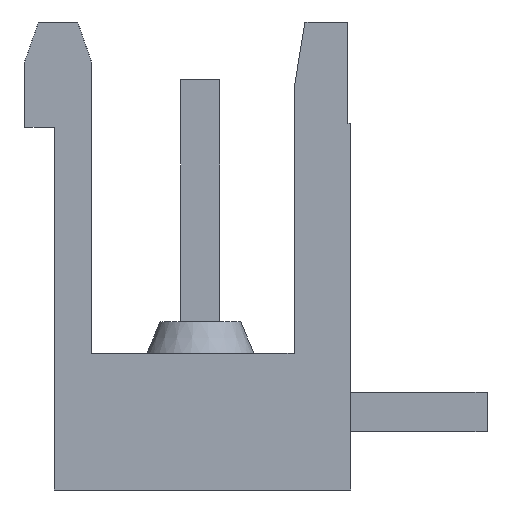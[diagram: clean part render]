
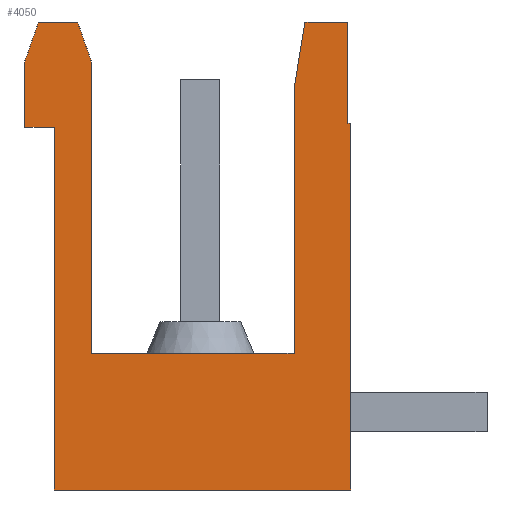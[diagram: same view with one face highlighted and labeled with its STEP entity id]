
A CAD part, left-side view. The second image highlights one B-rep face of the part: STEP entity #4050.
In plain terms, the highlighted planar face has unit normal (-1, 0, 0).
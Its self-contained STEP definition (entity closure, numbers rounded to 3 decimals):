
#1134=DIRECTION('',(0.,0.163,-0.987));
#1135=VECTOR('',#1134,1.723);
#1136=CARTESIAN_POINT('',(-15.,-2.68,0.));
#1137=LINE('',#1136,#1135);
#1138=DIRECTION('',(0.,1.,0.));
#1139=VECTOR('',#1138,1.1);
#1140=CARTESIAN_POINT('',(-15.,-3.78,0.));
#1141=LINE('',#1140,#1139);
#1142=DIRECTION('',(0.,0.,1.));
#1143=VECTOR('',#1142,2.6);
#1144=CARTESIAN_POINT('',(-15.,-3.78,-2.6));
#1145=LINE('',#1144,#1143);
#1146=DIRECTION('',(0.,1.,0.));
#1147=VECTOR('',#1146,0.07);
#1148=CARTESIAN_POINT('',(-15.,-3.85,-2.6));
#1149=LINE('',#1148,#1147);
#1150=DIRECTION('',(0.,0.,1.));
#1151=VECTOR('',#1150,9.4);
#1152=CARTESIAN_POINT('',(-15.,-3.85,-12.));
#1153=LINE('',#1152,#1151);
#1154=DIRECTION('',(0.,-1.,0.));
#1155=VECTOR('',#1154,7.6);
#1156=CARTESIAN_POINT('',(-15.,3.75,-12.));
#1157=LINE('',#1156,#1155);
#1158=DIRECTION('',(0.,0.,-1.));
#1159=VECTOR('',#1158,9.3);
#1160=CARTESIAN_POINT('',(-15.,3.75,-2.7));
#1161=LINE('',#1160,#1159);
#1162=DIRECTION('',(0.,-1.,0.));
#1163=VECTOR('',#1162,0.75);
#1164=CARTESIAN_POINT('',(-15.,4.5,-2.7));
#1165=LINE('',#1164,#1163);
#1166=DIRECTION('',(0.,0.,-1.));
#1167=VECTOR('',#1166,1.7);
#1168=CARTESIAN_POINT('',(-15.,4.5,-1.));
#1169=LINE('',#1168,#1167);
#1170=DIRECTION('',(0.,0.33,-0.944));
#1171=VECTOR('',#1170,1.059);
#1172=CARTESIAN_POINT('',(-15.,4.15,0.));
#1173=LINE('',#1172,#1171);
#1174=DIRECTION('',(0.,1.,0.));
#1175=VECTOR('',#1174,1.);
#1176=CARTESIAN_POINT('',(-15.,3.15,0.));
#1177=LINE('',#1176,#1175);
#1178=DIRECTION('',(0.,0.33,0.944));
#1179=VECTOR('',#1178,1.059);
#1180=CARTESIAN_POINT('',(-15.,2.8,-1.));
#1181=LINE('',#1180,#1179);
#1182=DIRECTION('',(0.,0.,1.));
#1183=VECTOR('',#1182,7.5);
#1184=CARTESIAN_POINT('',(-15.,2.8,-8.5));
#1185=LINE('',#1184,#1183);
#1186=DIRECTION('',(0.,1.,0.));
#1187=VECTOR('',#1186,5.2);
#1188=CARTESIAN_POINT('',(-15.,-2.4,-8.5));
#1189=LINE('',#1188,#1187);
#1190=DIRECTION('',(0.,0.,-1.));
#1191=VECTOR('',#1190,6.8);
#1192=CARTESIAN_POINT('',(-15.,-2.4,-1.7));
#1193=LINE('',#1192,#1191);
#2108=CARTESIAN_POINT('',(-15.,-2.68,0.));
#2109=CARTESIAN_POINT('',(-15.,-2.4,-1.7));
#2110=VERTEX_POINT('',#2108);
#2111=VERTEX_POINT('',#2109);
#2112=CARTESIAN_POINT('',(-15.,-2.4,-8.5));
#2113=VERTEX_POINT('',#2112);
#2114=CARTESIAN_POINT('',(-15.,2.8,-8.5));
#2115=VERTEX_POINT('',#2114);
#2116=CARTESIAN_POINT('',(-15.,2.8,-1.));
#2117=VERTEX_POINT('',#2116);
#2118=CARTESIAN_POINT('',(-15.,3.15,0.));
#2119=VERTEX_POINT('',#2118);
#2120=CARTESIAN_POINT('',(-15.,4.15,0.));
#2121=VERTEX_POINT('',#2120);
#2122=CARTESIAN_POINT('',(-15.,4.5,-1.));
#2123=VERTEX_POINT('',#2122);
#2124=CARTESIAN_POINT('',(-15.,4.5,-2.7));
#2125=VERTEX_POINT('',#2124);
#2126=CARTESIAN_POINT('',(-15.,3.75,-2.7));
#2127=VERTEX_POINT('',#2126);
#2128=CARTESIAN_POINT('',(-15.,3.75,-12.));
#2129=VERTEX_POINT('',#2128);
#2130=CARTESIAN_POINT('',(-15.,-3.85,-12.));
#2131=VERTEX_POINT('',#2130);
#2132=CARTESIAN_POINT('',(-15.,-3.85,-2.6));
#2133=VERTEX_POINT('',#2132);
#2134=CARTESIAN_POINT('',(-15.,-3.78,-2.6));
#2135=VERTEX_POINT('',#2134);
#2136=CARTESIAN_POINT('',(-15.,-3.78,0.));
#2137=VERTEX_POINT('',#2136);
#4024=CARTESIAN_POINT('',(-15.,0.,0.));
#4025=DIRECTION('',(-1.,0.,0.));
#4026=DIRECTION('',(0.,-1.,0.));
#4027=AXIS2_PLACEMENT_3D('',#4024,#4025,#4026);
#4028=PLANE('',#4027);
#4029=ORIENTED_EDGE('',*,*,#2761,.F.);
#4031=ORIENTED_EDGE('',*,*,#4030,.F.);
#4033=ORIENTED_EDGE('',*,*,#4032,.F.);
#4035=ORIENTED_EDGE('',*,*,#4034,.F.);
#4036=ORIENTED_EDGE('',*,*,#3296,.F.);
#4037=ORIENTED_EDGE('',*,*,#3406,.F.);
#4038=ORIENTED_EDGE('',*,*,#3524,.F.);
#4039=ORIENTED_EDGE('',*,*,#3573,.F.);
#4040=ORIENTED_EDGE('',*,*,#3608,.F.);
#4041=ORIENTED_EDGE('',*,*,#3656,.F.);
#4042=ORIENTED_EDGE('',*,*,#3801,.F.);
#4043=ORIENTED_EDGE('',*,*,#3902,.F.);
#4044=ORIENTED_EDGE('',*,*,#4004,.F.);
#4045=ORIENTED_EDGE('',*,*,#2911,.F.);
#4047=ORIENTED_EDGE('',*,*,#4046,.F.);
#4048=EDGE_LOOP('',(#4029,#4031,#4033,#4035,#4036,#4037,#4038,#4039,#4040,#4041,
#4042,#4043,#4044,#4045,#4047));
#4049=FACE_OUTER_BOUND('',#4048,.F.);
#2761=EDGE_CURVE('',#2110,#2111,#1137,.T.);
#2911=EDGE_CURVE('',#2113,#2115,#1189,.T.);
#3296=EDGE_CURVE('',#2131,#2133,#1153,.T.);
#3406=EDGE_CURVE('',#2129,#2131,#1157,.T.);
#3524=EDGE_CURVE('',#2127,#2129,#1161,.T.);
#3573=EDGE_CURVE('',#2125,#2127,#1165,.T.);
#3608=EDGE_CURVE('',#2123,#2125,#1169,.T.);
#3656=EDGE_CURVE('',#2121,#2123,#1173,.T.);
#3801=EDGE_CURVE('',#2119,#2121,#1177,.T.);
#3902=EDGE_CURVE('',#2117,#2119,#1181,.T.);
#4004=EDGE_CURVE('',#2115,#2117,#1185,.T.);
#4030=EDGE_CURVE('',#2137,#2110,#1141,.T.);
#4032=EDGE_CURVE('',#2135,#2137,#1145,.T.);
#4034=EDGE_CURVE('',#2133,#2135,#1149,.T.);
#4046=EDGE_CURVE('',#2111,#2113,#1193,.T.);
#4050=ADVANCED_FACE('',(#4049),#4028,.T.);
